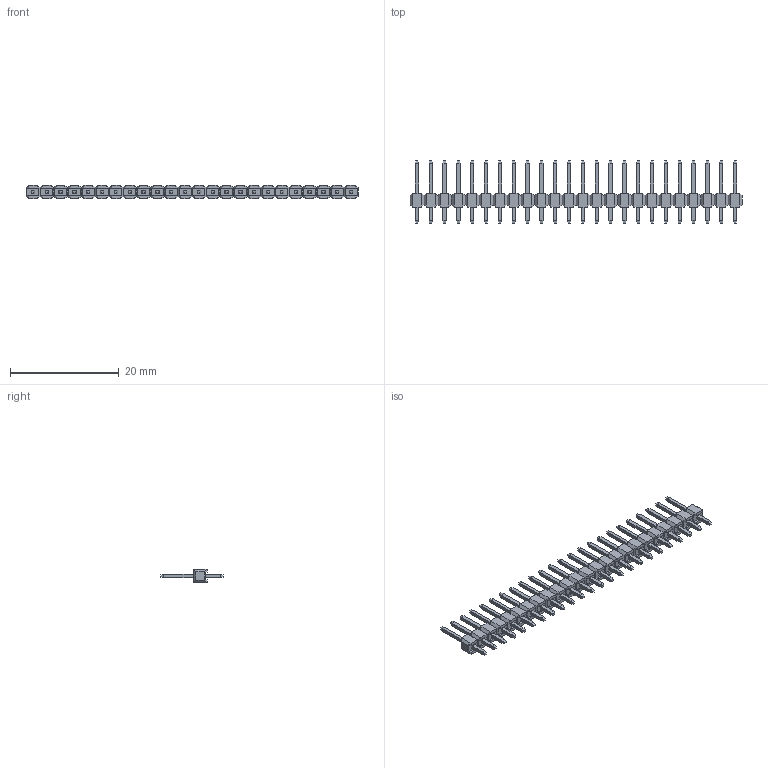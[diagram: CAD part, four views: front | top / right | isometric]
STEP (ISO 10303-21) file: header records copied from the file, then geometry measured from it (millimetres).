
FILE_DESCRIPTION (( 'STEP AP214' ), '1' );
FILE_NAME ('HEADER 1X24.STEP', '2013-11-27T09:52:10', ( '' ), ( '' ), 'SwSTEP 2.0', 'SolidWorks 2012', '' );
FILE_SCHEMA (( 'AUTOMOTIVE_DESIGN' ));
Length unit declared in the file: millimetre
Products named in the file (1): HEADER 1X24
Bounding box: 60.96 x 11.54 x 2.5 mm (x, y, z)
Volume: 410.5 mm3; surface area: 1220.3 mm2
Topology: 1 solids, 1 shells, 818 faces, 1828 edges, 1060 vertices
Faces by surface type: plane 818
Entity records: 30585 total; most frequent: CARTESIAN_POINT 3707, ORIENTED_EDGE 3656, DIRECTION 3466, VECTOR 1828, LINE 1828, EDGE_CURVE 1828, VERTEX_POINT 1060, EDGE_LOOP 866
